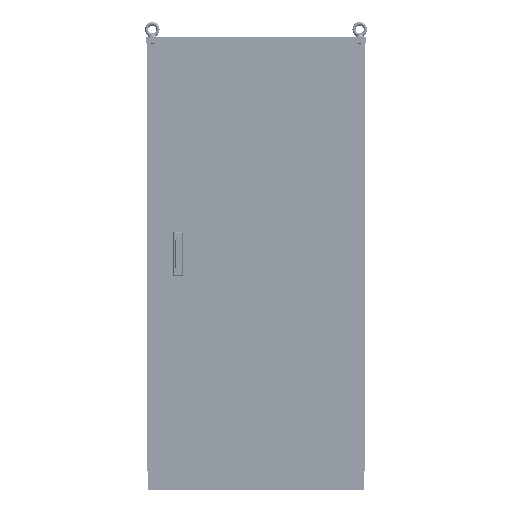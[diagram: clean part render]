
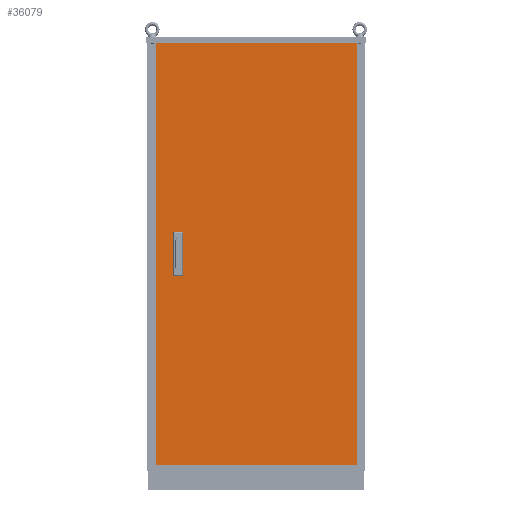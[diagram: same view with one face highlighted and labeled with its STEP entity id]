
A CAD part, top view. The second image highlights one B-rep face of the part: STEP entity #36079.
In plain terms, the highlighted planar face has unit normal (0, 0, 1).
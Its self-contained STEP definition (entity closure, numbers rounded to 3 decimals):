
#574 = VERTEX_POINT ( 'NONE', #56288 ) ;
#804 = LINE ( 'NONE', #51436, #20284 ) ;
#1781 = CARTESIAN_POINT ( 'NONE',  ( -645.5, -75.25, 1.5 ) ) ;
#2170 = VECTOR ( 'NONE', #93945, 1000. ) ;
#3584 = CARTESIAN_POINT ( 'NONE',  ( -740., -778.5, 1.5 ) ) ;
#4475 = CARTESIAN_POINT ( 'NONE',  ( -740., 778.5, 1.5 ) ) ;
#6631 = DIRECTION ( 'NONE',  ( -1., 0., 0. ) ) ;
#6686 = VECTOR ( 'NONE', #6631, 1000. ) ;
#7280 = VERTEX_POINT ( 'NONE', #1781 ) ;
#10159 = ORIENTED_EDGE ( 'NONE', *, *, #49515, .F. ) ;
#11015 = LINE ( 'NONE', #23054, #32807 ) ;
#11110 = LINE ( 'NONE', #23785, #30606 ) ;
#11450 = ORIENTED_EDGE ( 'NONE', *, *, #49963, .F. ) ;
#13253 = FACE_BOUND ( 'NONE', #24272, .T. ) ;
#13444 = CARTESIAN_POINT ( 'NONE',  ( -671., 75.25, 1.5 ) ) ;
#13743 = DIRECTION ( 'NONE',  ( 1., 0., 0. ) ) ;
#15487 = VERTEX_POINT ( 'NONE', #61315 ) ;
#15542 = FACE_BOUND ( 'NONE', #82699, .T. ) ;
#20284 = VECTOR ( 'NONE', #59079, 1000. ) ;
#20932 = PLANE ( 'NONE',  #74081 ) ;
#22512 = VECTOR ( 'NONE', #13743, 1000. ) ;
#22526 = DIRECTION ( 'NONE',  ( 0., -1., 0. ) ) ;
#22740 = CARTESIAN_POINT ( 'NONE',  ( 0., 778.5, 1.5 ) ) ;
#23054 = CARTESIAN_POINT ( 'NONE',  ( -740., 778.5, 1.5 ) ) ;
#23426 = CARTESIAN_POINT ( 'NONE',  ( -671., -24.75, 1.5 ) ) ;
#23785 = CARTESIAN_POINT ( 'NONE',  ( -671., -24.75, 1.5 ) ) ;
#24272 = EDGE_LOOP ( 'NONE', ( #51235, #82228, #32978, #83493 ) ) ;
#27460 = ORIENTED_EDGE ( 'NONE', *, *, #50522, .T. ) ;
#28311 = VECTOR ( 'NONE', #60357, 1000. ) ;
#28805 = CARTESIAN_POINT ( 'NONE',  ( -671., 75.25, 1.5 ) ) ;
#29623 = CARTESIAN_POINT ( 'NONE',  ( 0., 0., 1.5 ) ) ;
#30484 = VERTEX_POINT ( 'NONE', #44940 ) ;
#30606 = VECTOR ( 'NONE', #31152, 1000. ) ;
#31152 = DIRECTION ( 'NONE',  ( -1., 0., 0. ) ) ;
#32758 = FACE_OUTER_BOUND ( 'NONE', #82973, .T. ) ;
#32807 = VECTOR ( 'NONE', #66641, 1000. ) ;
#32978 = ORIENTED_EDGE ( 'NONE', *, *, #49266, .F. ) ;
#34195 = LINE ( 'NONE', #81019, #68579 ) ;
#36079 = ADVANCED_FACE ( 'NONE', ( #13253, #15542, #32758 ), #20932, .T. ) ;
#36862 = VERTEX_POINT ( 'NONE', #82853 ) ;
#40070 = VERTEX_POINT ( 'NONE', #13444 ) ;
#43196 = CARTESIAN_POINT ( 'NONE',  ( -671., 75.25, 1.5 ) ) ;
#43480 = ORIENTED_EDGE ( 'NONE', *, *, #49951, .F. ) ;
#44036 = VERTEX_POINT ( 'NONE', #52017 ) ;
#44407 = DIRECTION ( 'NONE',  ( 1., 0., 0. ) ) ;
#44940 = CARTESIAN_POINT ( 'NONE',  ( -645.5, 75.25, 1.5 ) ) ;
#45611 = CARTESIAN_POINT ( 'NONE',  ( -740., 778.5, 1.5 ) ) ;
#48951 = EDGE_CURVE ( 'NONE', #88316, #44036, #77943, .T. ) ;
#48961 = EDGE_CURVE ( 'NONE', #40070, #88316, #94802, .T. ) ;
#49266 = EDGE_CURVE ( 'NONE', #30484, #40070, #82428, .T. ) ;
#49399 = EDGE_CURVE ( 'NONE', #44036, #30484, #34195, .T. ) ;
#49515 = EDGE_CURVE ( 'NONE', #7280, #36862, #78934, .T. ) ;
#49951 = EDGE_CURVE ( 'NONE', #574, #7280, #804, .T. ) ;
#49963 = EDGE_CURVE ( 'NONE', #58443, #574, #93445, .T. ) ;
#50066 = EDGE_CURVE ( 'NONE', #36862, #58443, #11110, .T. ) ;
#50072 = EDGE_CURVE ( 'NONE', #57019, #87943, #50146, .T. ) ;
#50146 = LINE ( 'NONE', #45611, #28311 ) ;
#50383 = EDGE_CURVE ( 'NONE', #87943, #15487, #78754, .T. ) ;
#50503 = EDGE_CURVE ( 'NONE', #15487, #93244, #74138, .T. ) ;
#50522 = EDGE_CURVE ( 'NONE', #93244, #57019, #11015, .T. ) ;
#50661 = CARTESIAN_POINT ( 'NONE',  ( -671., 24.75, 1.5 ) ) ;
#51235 = ORIENTED_EDGE ( 'NONE', *, *, #48951, .F. ) ;
#51436 = CARTESIAN_POINT ( 'NONE',  ( -671., -75.25, 1.5 ) ) ;
#52017 = CARTESIAN_POINT ( 'NONE',  ( -645.5, 24.75, 1.5 ) ) ;
#52271 = DIRECTION ( 'NONE',  ( 0., 1., 0. ) ) ;
#56098 = VECTOR ( 'NONE', #80141, 1000. ) ;
#56288 = CARTESIAN_POINT ( 'NONE',  ( -671., -75.25, 1.5 ) ) ;
#57013 = VECTOR ( 'NONE', #22526, 1000. ) ;
#57019 = VERTEX_POINT ( 'NONE', #4475 ) ;
#58443 = VERTEX_POINT ( 'NONE', #23426 ) ;
#59079 = DIRECTION ( 'NONE',  ( 1., 0., 0. ) ) ;
#59184 = DIRECTION ( 'NONE',  ( 0., 1., 0. ) ) ;
#59411 = VECTOR ( 'NONE', #67807, 1000. ) ;
#60357 = DIRECTION ( 'NONE',  ( 0., -1., 0. ) ) ;
#60474 = CARTESIAN_POINT ( 'NONE',  ( -645.5, -75.25, 1.5 ) ) ;
#61315 = CARTESIAN_POINT ( 'NONE',  ( 0., -778.5, 1.5 ) ) ;
#61946 = ORIENTED_EDGE ( 'NONE', *, *, #50066, .F. ) ;
#65042 = CARTESIAN_POINT ( 'NONE',  ( -740., -778.5, 1.5 ) ) ;
#66636 = ORIENTED_EDGE ( 'NONE', *, *, #50072, .T. ) ;
#66641 = DIRECTION ( 'NONE',  ( -1., 0., 0. ) ) ;
#67807 = DIRECTION ( 'NONE',  ( 0., 1., 0. ) ) ;
#68579 = VECTOR ( 'NONE', #59184, 1000. ) ;
#69517 = VECTOR ( 'NONE', #52271, 1000. ) ;
#72159 = ORIENTED_EDGE ( 'NONE', *, *, #50503, .T. ) ;
#73843 = CARTESIAN_POINT ( 'NONE',  ( -671., -75.25, 1.5 ) ) ;
#74081 = AXIS2_PLACEMENT_3D ( 'NONE', #29623, #88168, #44407 ) ;
#74138 = LINE ( 'NONE', #22740, #69517 ) ;
#77943 = LINE ( 'NONE', #50661, #2170 ) ;
#78008 = CARTESIAN_POINT ( 'NONE',  ( -671., 24.75, 1.5 ) ) ;
#78754 = LINE ( 'NONE', #65042, #22512 ) ;
#78934 = LINE ( 'NONE', #60474, #59411 ) ;
#80141 = DIRECTION ( 'NONE',  ( 0., -1., 0. ) ) ;
#81019 = CARTESIAN_POINT ( 'NONE',  ( -645.5, 75.25, 1.5 ) ) ;
#82228 = ORIENTED_EDGE ( 'NONE', *, *, #48961, .F. ) ;
#82428 = LINE ( 'NONE', #43196, #6686 ) ;
#82699 = EDGE_LOOP ( 'NONE', ( #10159, #43480, #11450, #61946 ) ) ;
#82751 = ORIENTED_EDGE ( 'NONE', *, *, #50383, .T. ) ;
#82853 = CARTESIAN_POINT ( 'NONE',  ( -645.5, -24.75, 1.5 ) ) ;
#82973 = EDGE_LOOP ( 'NONE', ( #66636, #82751, #72159, #27460 ) ) ;
#83493 = ORIENTED_EDGE ( 'NONE', *, *, #49399, .F. ) ;
#87943 = VERTEX_POINT ( 'NONE', #3584 ) ;
#88168 = DIRECTION ( 'NONE',  ( 0., 0., 1. ) ) ;
#88316 = VERTEX_POINT ( 'NONE', #78008 ) ;
#92217 = CARTESIAN_POINT ( 'NONE',  ( 0., 778.5, 1.5 ) ) ;
#93244 = VERTEX_POINT ( 'NONE', #92217 ) ;
#93445 = LINE ( 'NONE', #73843, #57013 ) ;
#93945 = DIRECTION ( 'NONE',  ( 1., 0., 0. ) ) ;
#94802 = LINE ( 'NONE', #28805, #56098 ) ;
